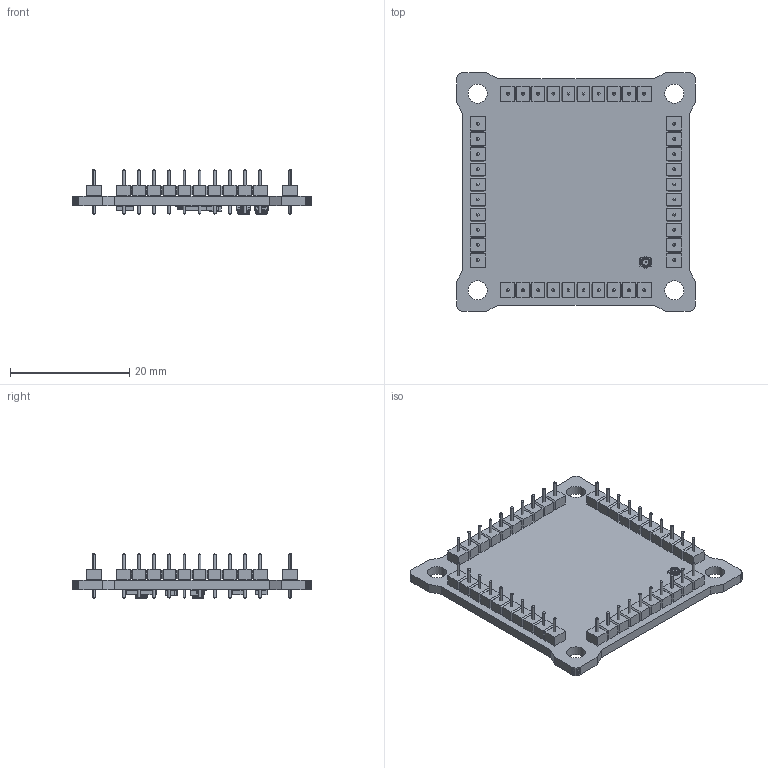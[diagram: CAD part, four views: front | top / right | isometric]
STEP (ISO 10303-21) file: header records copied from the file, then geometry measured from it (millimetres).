
FILE_DESCRIPTION(('KiCad electronic assembly'),'2;1');
FILE_NAME('PQ_PL2.step','2023-03-29T15:47:52',('Pcbnew'),('Kicad'), 'Open CASCADE STEP processor 7.6','KiCad to STEP converter','Unknown' );
FILE_SCHEMA(('AUTOMOTIVE_DESIGN { 1 0 10303 214 1 1 1 1 }'));
Length unit declared in the file: millimetre
Products named in the file (18): PQ_PL2 1; BBL-110-G-E; COMPOUND; C.FL-R-SMT-1(90); MS-156C3; SOLID; MAX2121BETI+; ECS-TXO-2016-33-320-TR; BFCG-162W+; LT3048EDC-15#TRMPBF; LT5537EDDB#TRMPBF; PCB
Assembly tree (22 placements, depth 3):
  PQ_PL2 1
    BBL-110-G-E  x4
      COMPOUND
    C.FL-R-SMT-1(90)  x2
      COMPOUND
    MS-156C3  x2
      SOLID
    MAX2121BETI+
      COMPOUND
    ECS-TXO-2016-33-320-TR
      COMPOUND
    BFCG-162W+
      SOLID
    LT3048EDC-15#TRMPBF
      COMPOUND
    LT5537EDDB#TRMPBF
      COMPOUND
    PCB
Bounding box: 40 x 40 x 7.7 mm (x, y, z)
Volume: 2757.9 mm3; surface area: 4997.9 mm2
Topology: 105 solids, 105 shells, 1786 faces, 4071 edges, 2482 vertices
Faces by surface type: plane 1295, cylinder 271, cone 200, torus 12, bspline 8
Full cylindrical faces by diameter (mm): 0.25 x2, 0.625 x1, 1 x40, 3.2 x4
Entity records: 57401 total; most frequent: CARTESIAN_POINT 11174, DIRECTION 8688, LINE 5940, VECTOR 5940, ORIENTED_EDGE 4406, PCURVE 4406, DEFINITIONAL_REPRESENTATION 4406, EDGE_CURVE 2203
